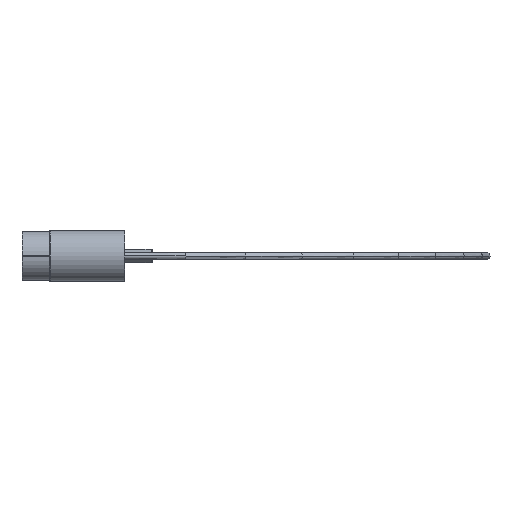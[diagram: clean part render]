
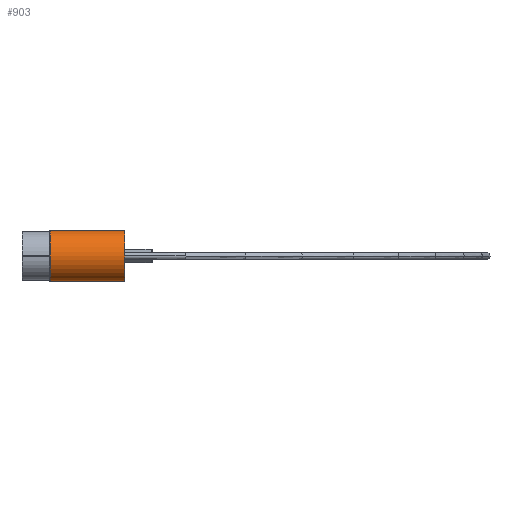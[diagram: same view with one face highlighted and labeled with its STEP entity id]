
A CAD part, left-side view. The second image highlights one B-rep face of the part: STEP entity #903.
In plain terms, the highlighted cylindrical face has radius 9.525 mm (diameter 19.05 mm), a partial arc.
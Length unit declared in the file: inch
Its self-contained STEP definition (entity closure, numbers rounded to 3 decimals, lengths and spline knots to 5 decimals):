
#31 = EDGE_LOOP ( 'NONE', ( #1571, #1559, #1599, #1577 ) ) ;
#254 = AXIS2_PLACEMENT_3D ( 'NONE', #1917, #1919, #1921 ) ;
#305 = AXIS2_PLACEMENT_3D ( 'NONE', #1418, #1417, #1416 ) ;
#307 = AXIS2_PLACEMENT_3D ( 'NONE', #1249, #1248, #1299 ) ;
#331 = CYLINDRICAL_SURFACE ( 'NONE', #254, 0.375 ) ;
#421 = EDGE_CURVE ( 'NONE', #499, #507, #598, .T. ) ;
#499 = VERTEX_POINT ( 'NONE', #1021 ) ;
#507 = VERTEX_POINT ( 'NONE', #1013 ) ;
#598 = LINE ( 'NONE', #1458, #648 ) ;
#648 = VECTOR ( 'NONE', #1440, 39.37008 ) ;
#841 = EDGE_CURVE ( 'NONE', #1710, #1696, #945, .T. ) ;
#851 = EDGE_CURVE ( 'NONE', #499, #1710, #929, .T. ) ;
#852 = EDGE_CURVE ( 'NONE', #507, #1696, #928, .T. ) ;
#903 = ADVANCED_FACE ( 'NONE', ( #913 ), #331, .T. ) ;
#913 = FACE_OUTER_BOUND ( 'NONE', #31, .T. ) ;
#928 = CIRCLE ( 'NONE', #305, 0.375 ) ;
#929 = CIRCLE ( 'NONE', #307, 0.375 ) ;
#944 = VECTOR ( 'NONE', #1286, 39.37008 ) ;
#945 = LINE ( 'NONE', #1322, #944 ) ;
#1013 = CARTESIAN_POINT ( 'NONE',  ( 0., 0., 0.375 ) ) ;
#1021 = CARTESIAN_POINT ( 'NONE',  ( 0., 1.09, 0.375 ) ) ;
#1248 = DIRECTION ( 'NONE',  ( 0., -1., 0. ) ) ;
#1249 = CARTESIAN_POINT ( 'NONE',  ( 0., 1.09, 0. ) ) ;
#1286 = DIRECTION ( 'NONE',  ( 0., -1., 0. ) ) ;
#1299 = DIRECTION ( 'NONE',  ( 0., 0., 1. ) ) ;
#1322 = CARTESIAN_POINT ( 'NONE',  ( 0., 0., -0.375 ) ) ;
#1416 = DIRECTION ( 'NONE',  ( 0., 0., -1. ) ) ;
#1417 = DIRECTION ( 'NONE',  ( 0., -1., 0. ) ) ;
#1418 = CARTESIAN_POINT ( 'NONE',  ( 0., 0., 0. ) ) ;
#1440 = DIRECTION ( 'NONE',  ( 0., -1., 0. ) ) ;
#1458 = CARTESIAN_POINT ( 'NONE',  ( 0., 0., 0.375 ) ) ;
#1559 = ORIENTED_EDGE ( 'NONE', *, *, #851, .T. ) ;
#1571 = ORIENTED_EDGE ( 'NONE', *, *, #421, .F. ) ;
#1577 = ORIENTED_EDGE ( 'NONE', *, *, #852, .F. ) ;
#1599 = ORIENTED_EDGE ( 'NONE', *, *, #841, .T. ) ;
#1696 = VERTEX_POINT ( 'NONE', #1848 ) ;
#1710 = VERTEX_POINT ( 'NONE', #1849 ) ;
#1848 = CARTESIAN_POINT ( 'NONE',  ( 0., 0., -0.375 ) ) ;
#1849 = CARTESIAN_POINT ( 'NONE',  ( 0., 1.09, -0.375 ) ) ;
#1917 = CARTESIAN_POINT ( 'NONE',  ( 0., 0., 0. ) ) ;
#1919 = DIRECTION ( 'NONE',  ( 0., -1., 0. ) ) ;
#1921 = DIRECTION ( 'NONE',  ( 0., 0., -1. ) ) ;
